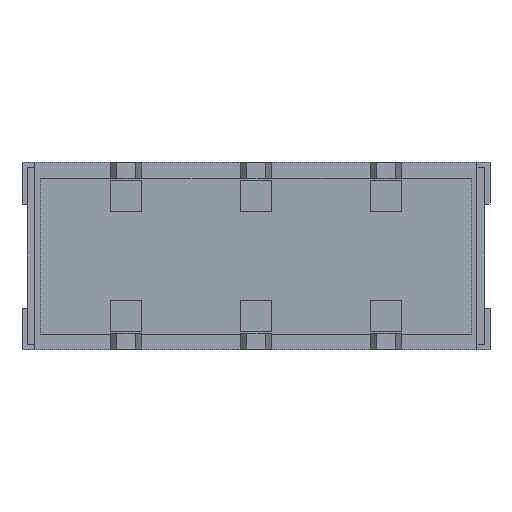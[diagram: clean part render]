
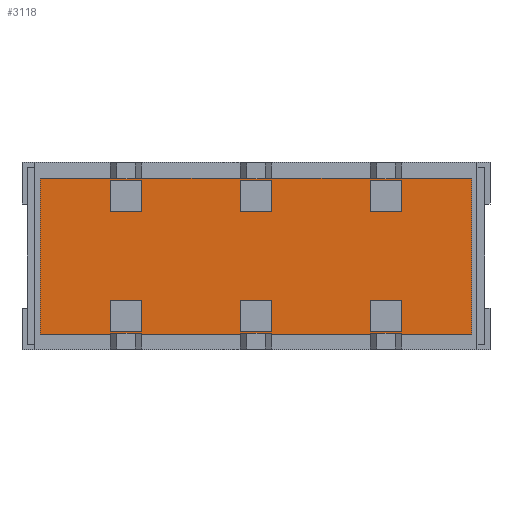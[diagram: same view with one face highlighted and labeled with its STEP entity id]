
A CAD part, front view. The second image highlights one B-rep face of the part: STEP entity #3118.
In plain terms, the highlighted free-form (B-spline) face has degree [3, 3] with [4, 4] control points.
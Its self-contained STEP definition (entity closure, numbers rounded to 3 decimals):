
#2996 = VERTEX_POINT('',#2997);
#2997 = CARTESIAN_POINT('',(1.6,0.,3.3));
#3005 = VERTEX_POINT('',#3006);
#3006 = CARTESIAN_POINT('',(0.25,0.,3.3));
#3012 = EDGE_CURVE('',#2996,#3005,#3013,.T.);
#3013 = LINE('',#3014,#3015);
#3014 = CARTESIAN_POINT('',(8.8,0.,3.3));
#3015 = VECTOR('',#3016,1.);
#3016 = DIRECTION('',(-1.,-0.,-0.));
#3028 = VERTEX_POINT('',#3029);
#3029 = CARTESIAN_POINT('',(0.25,0.,0.3));
#3035 = EDGE_CURVE('',#3028,#3005,#3036,.T.);
#3036 = LINE('',#3037,#3038);
#3037 = CARTESIAN_POINT('',(0.25,0.,0.));
#3038 = VECTOR('',#3039,1.);
#3039 = DIRECTION('',(0.,0.,1.));
#3050 = EDGE_CURVE('',#3051,#3028,#3053,.T.);
#3051 = VERTEX_POINT('',#3052);
#3052 = CARTESIAN_POINT('',(8.55,0.,0.3));
#3053 = LINE('',#3054,#3055);
#3054 = CARTESIAN_POINT('',(8.8,0.,0.3));
#3055 = VECTOR('',#3056,1.);
#3056 = DIRECTION('',(-1.,-0.,-0.));
#3074 = EDGE_CURVE('',#3051,#3075,#3077,.T.);
#3075 = VERTEX_POINT('',#3076);
#3076 = CARTESIAN_POINT('',(8.55,0.,3.3));
#3077 = LINE('',#3078,#3079);
#3078 = CARTESIAN_POINT('',(8.55,0.,0.));
#3079 = VECTOR('',#3080,1.);
#3080 = DIRECTION('',(0.,0.,1.));
#3099 = VERTEX_POINT('',#3100);
#3100 = CARTESIAN_POINT('',(7.2,0.,3.3));
#3106 = EDGE_CURVE('',#3075,#3099,#3107,.T.);
#3107 = LINE('',#3108,#3109);
#3108 = CARTESIAN_POINT('',(8.8,0.,3.3));
#3109 = VECTOR('',#3110,1.);
#3110 = DIRECTION('',(-1.,-0.,-0.));
#3118 = ADVANCED_FACE('',(#3119),#3164,.T.);
#3119 = FACE_BOUND('',#3120,.F.);
#3120 = EDGE_LOOP('',(#3121,#3122,#3123,#3124,#3125,#3133,#3141,#3149,
    #3157,#3163));
#3121 = ORIENTED_EDGE('',*,*,#3074,.F.);
#3122 = ORIENTED_EDGE('',*,*,#3050,.T.);
#3123 = ORIENTED_EDGE('',*,*,#3035,.T.);
#3124 = ORIENTED_EDGE('',*,*,#3012,.F.);
#3125 = ORIENTED_EDGE('',*,*,#3126,.T.);
#3126 = EDGE_CURVE('',#2996,#3127,#3129,.T.);
#3127 = VERTEX_POINT('',#3128);
#3128 = CARTESIAN_POINT('',(2.2,0.,3.3));
#3129 = LINE('',#3130,#3131);
#3130 = CARTESIAN_POINT('',(2.2,0.,3.3));
#3131 = VECTOR('',#3132,1.);
#3132 = DIRECTION('',(1.,0.,0.));
#3133 = ORIENTED_EDGE('',*,*,#3134,.T.);
#3134 = EDGE_CURVE('',#3127,#3135,#3137,.T.);
#3135 = VERTEX_POINT('',#3136);
#3136 = CARTESIAN_POINT('',(4.1,0.,3.3));
#3137 = LINE('',#3138,#3139);
#3138 = CARTESIAN_POINT('',(8.8,0.,3.3));
#3139 = VECTOR('',#3140,1.);
#3140 = DIRECTION('',(1.,0.,0.));
#3141 = ORIENTED_EDGE('',*,*,#3142,.T.);
#3142 = EDGE_CURVE('',#3135,#3143,#3145,.T.);
#3143 = VERTEX_POINT('',#3144);
#3144 = CARTESIAN_POINT('',(4.7,0.,3.3));
#3145 = LINE('',#3146,#3147);
#3146 = CARTESIAN_POINT('',(8.8,0.,3.3));
#3147 = VECTOR('',#3148,1.);
#3148 = DIRECTION('',(1.,0.,0.));
#3149 = ORIENTED_EDGE('',*,*,#3150,.F.);
#3150 = EDGE_CURVE('',#3151,#3143,#3153,.T.);
#3151 = VERTEX_POINT('',#3152);
#3152 = CARTESIAN_POINT('',(6.6,0.,3.3));
#3153 = LINE('',#3154,#3155);
#3154 = CARTESIAN_POINT('',(8.8,0.,3.3));
#3155 = VECTOR('',#3156,1.);
#3156 = DIRECTION('',(-1.,-0.,-0.));
#3157 = ORIENTED_EDGE('',*,*,#3158,.T.);
#3158 = EDGE_CURVE('',#3151,#3099,#3159,.T.);
#3159 = LINE('',#3160,#3161);
#3160 = CARTESIAN_POINT('',(6.6,0.,3.3));
#3161 = VECTOR('',#3162,1.);
#3162 = DIRECTION('',(1.,0.,0.));
#3163 = ORIENTED_EDGE('',*,*,#3106,.F.);
#3164 = B_SPLINE_SURFACE_WITH_KNOTS('',3,3,(
    (#3165,#3166,#3167,#3168)
    ,(#3169,#3170,#3171,#3172)
    ,(#3173,#3174,#3175,#3176)
    ,(#3177,#3178,#3179,#3180
    )),.UNSPECIFIED.,.F.,.F.,.F.,(4,4),(4,4),(-4.565,4.565),(-2.64,0.66)
  ,.PIECEWISE_BEZIER_KNOTS.);
#3165 = CARTESIAN_POINT('',(-0.165,0.,0.06));
#3166 = CARTESIAN_POINT('',(-0.165,0.,1.16));
#3167 = CARTESIAN_POINT('',(-0.165,0.,2.26));
#3168 = CARTESIAN_POINT('',(-0.165,0.,3.36));
#3169 = CARTESIAN_POINT('',(2.878,0.,0.06));
#3170 = CARTESIAN_POINT('',(2.878,0.,1.16));
#3171 = CARTESIAN_POINT('',(2.878,0.,2.26));
#3172 = CARTESIAN_POINT('',(2.878,0.,3.36));
#3173 = CARTESIAN_POINT('',(5.922,0.,0.06));
#3174 = CARTESIAN_POINT('',(5.922,0.,1.16));
#3175 = CARTESIAN_POINT('',(5.922,0.,2.26));
#3176 = CARTESIAN_POINT('',(5.922,0.,3.36));
#3177 = CARTESIAN_POINT('',(8.965,0.,0.06));
#3178 = CARTESIAN_POINT('',(8.965,0.,1.16));
#3179 = CARTESIAN_POINT('',(8.965,0.,2.26));
#3180 = CARTESIAN_POINT('',(8.965,0.,3.36));
